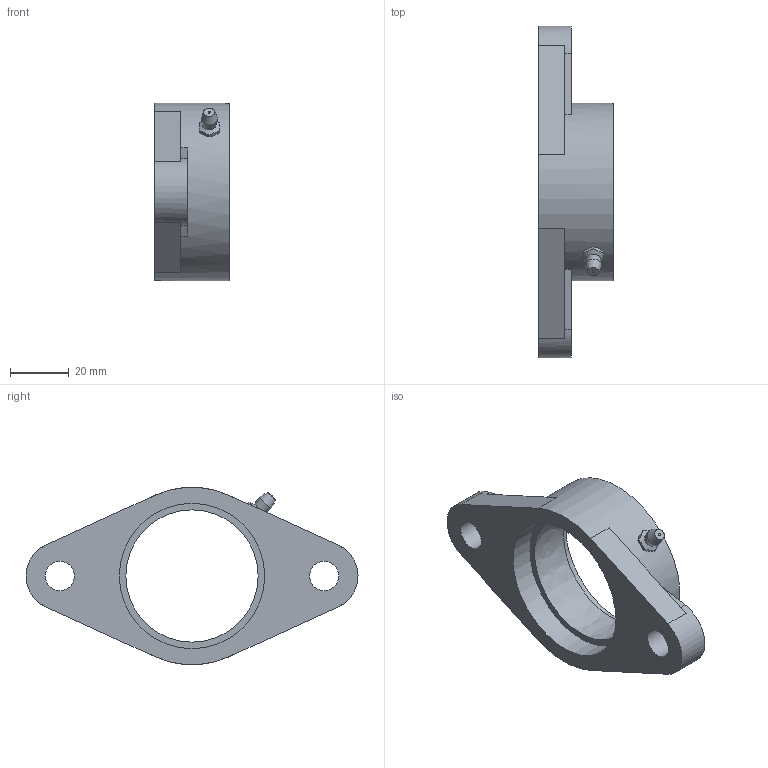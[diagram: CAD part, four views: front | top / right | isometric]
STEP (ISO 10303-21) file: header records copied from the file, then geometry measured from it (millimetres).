
FILE_DESCRIPTION(/* description */ (''),/* implementation_level */ '2;1');
FILE_NAME(/* name */ 'GE-18096-1.ipt.stp',/* time_stamp */ '2018-01-01T11:20:19-08:00',/* author */ ('PhillipD'),/* organization */ (''),/* preprocessor_version */ 'ST-DEVELOPER v16.13',/* originating_system */ 'Autodesk Inventor 2018',/* authorisation */ '');
FILE_SCHEMA (('AUTOMOTIVE_DESIGN { 1 0 10303 214 3 1 1 }'));
Length unit declared in the file: inch
Products named in the file (1): GE-18096-1
Bounding box: 25.4 x 112.71 x 60.13 mm (x, y, z)
Volume: 42800.2 mm3; surface area: 15922.6 mm2
Topology: 1 solids, 1 shells, 48 faces, 114 edges, 74 vertices
Faces by surface type: plane 27, cone 10, cylinder 9, sphere 2
Full cylindrical faces by diameter (mm): 6 x2, 9.922 x2, 49.35 x2, 60.325 x1
Entity records: 1398 total; most frequent: CARTESIAN_POINT 319, DIRECTION 216, ORIENTED_EDGE 196, EDGE_CURVE 98, AXIS2_PLACEMENT_3D 89, EDGE_LOOP 72, VERTEX_POINT 70, ADVANCED_FACE 48
